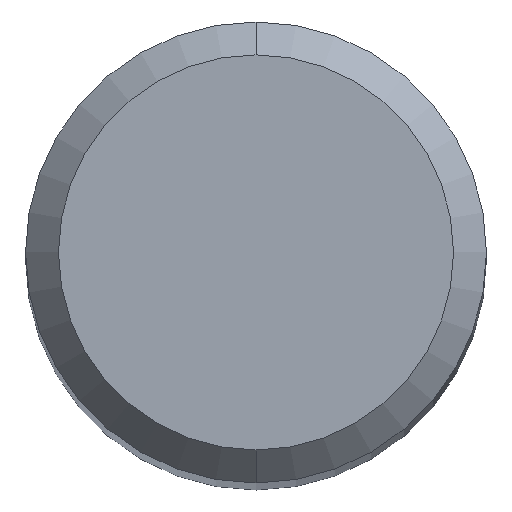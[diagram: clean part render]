
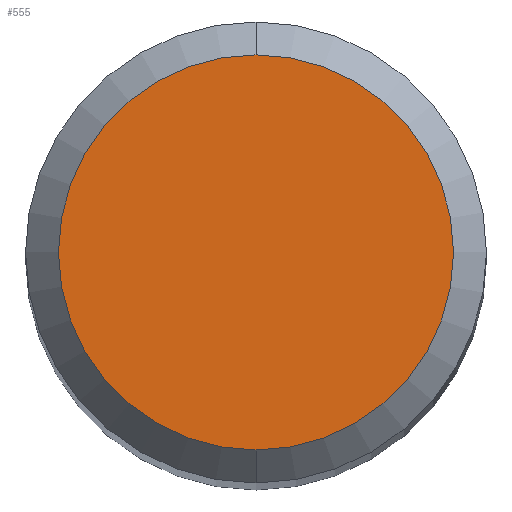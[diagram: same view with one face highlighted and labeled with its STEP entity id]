
A CAD part, top view. The second image highlights one B-rep face of the part: STEP entity #555.
In plain terms, the highlighted planar face has unit normal (0, 0, 1).
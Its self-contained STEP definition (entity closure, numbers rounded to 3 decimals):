
#413=VERTEX_POINT('',#815);
#441=EDGE_CURVE('',#519,#413,#848,.T.);
#447=EDGE_CURVE('',#413,#519,#856,.T.);
#519=VERTEX_POINT('',#939);
#555=ADVANCED_FACE('',(#978),#979,.T.);
#815=CARTESIAN_POINT('',(0.,-1.8,0.0));
#848=CIRCLE('',#1546,1.8);
#856=CIRCLE('',#1557,1.8);
#939=CARTESIAN_POINT('',(0.0,1.8,0.0));
#978=FACE_OUTER_BOUND('',#1719,.T.);
#979=PLANE('',#1720);
#1546=AXIS2_PLACEMENT_3D('',#2042,#2043,#2044);
#1557=AXIS2_PLACEMENT_3D('',#2054,#2055,#2056);
#1719=EDGE_LOOP('',(#2209,#2210));
#1720=AXIS2_PLACEMENT_3D('',#2211,#2212,#2213);
#2042=CARTESIAN_POINT('',(0.0,0.0,0.0));
#2043=DIRECTION('',(0.0,0.0,-1.0));
#2044=DIRECTION('',(0.0,1.0,0.0));
#2054=CARTESIAN_POINT('',(0.0,0.0,0.0));
#2055=DIRECTION('',(0.0,0.0,-1.0));
#2056=DIRECTION('',(0.0,1.0,0.0));
#2209=ORIENTED_EDGE('',*,*,#441,.F.);
#2210=ORIENTED_EDGE('',*,*,#447,.F.);
#2211=CARTESIAN_POINT('',(0.0,0.9,0.0));
#2212=DIRECTION('',(-0.0,0.0,1.0));
#2213=DIRECTION('',(0.0,-1.0,0.0));
